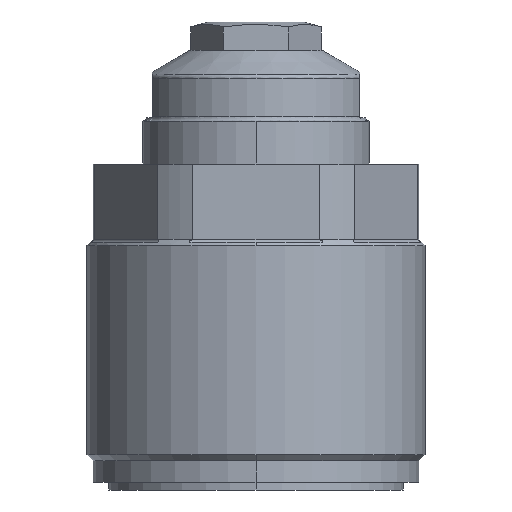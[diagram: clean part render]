
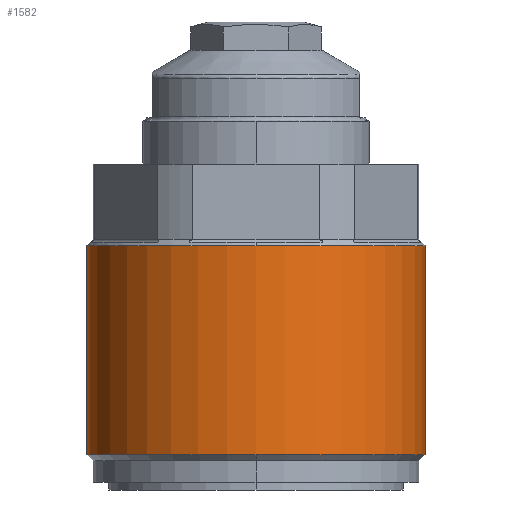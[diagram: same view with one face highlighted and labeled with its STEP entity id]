
A CAD part, front view. The second image highlights one B-rep face of the part: STEP entity #1582.
In plain terms, the highlighted cylindrical face has radius 28.448 mm (diameter 56.896 mm), a partial arc.
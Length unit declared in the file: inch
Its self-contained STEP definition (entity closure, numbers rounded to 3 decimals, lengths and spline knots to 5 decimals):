
#408=CARTESIAN_POINT('',(0.,0.,1.62));
#409=DIRECTION('',(0.,0.,1.));
#410=DIRECTION('',(-1.,0.,0.));
#411=AXIS2_PLACEMENT_3D('',#408,#409,#410);
#413=DIRECTION('',(0.,0.,1.));
#414=VECTOR('',#413,1.385);
#415=CARTESIAN_POINT('',(1.12,0.,0.235));
#416=LINE('',#415,#414);
#422=CARTESIAN_POINT('',(0.,0.,0.235));
#423=DIRECTION('',(0.,0.,1.));
#424=DIRECTION('',(-1.,0.,0.));
#425=AXIS2_PLACEMENT_3D('',#422,#423,#424);
#432=DIRECTION('',(0.,0.,1.));
#433=VECTOR('',#432,1.385);
#434=CARTESIAN_POINT('',(-1.12,0.,0.235));
#435=LINE('',#434,#433);
#441=CARTESIAN_POINT('',(0.,0.,1.62));
#442=DIRECTION('',(0.,0.,1.));
#443=DIRECTION('',(0.,-1.,0.));
#444=AXIS2_PLACEMENT_3D('',#441,#442,#443);
#717=CARTESIAN_POINT('',(0.,0.,0.235));
#718=DIRECTION('',(0.,0.,1.));
#719=DIRECTION('',(0.,-1.,0.));
#720=AXIS2_PLACEMENT_3D('',#717,#718,#719);
#1041=CARTESIAN_POINT('',(-1.12,0.,1.62));
#1043=VERTEX_POINT('',#1041);
#1044=CARTESIAN_POINT('',(1.12,0.,1.62));
#1045=VERTEX_POINT('',#1044);
#1046=CARTESIAN_POINT('',(0.,-1.12,1.62));
#1047=VERTEX_POINT('',#1046);
#1057=CARTESIAN_POINT('',(-1.12,0.,0.235));
#1059=VERTEX_POINT('',#1057);
#1060=CARTESIAN_POINT('',(1.12,0.,0.235));
#1061=VERTEX_POINT('',#1060);
#1062=CARTESIAN_POINT('',(0.,-1.12,0.235));
#1063=VERTEX_POINT('',#1062);
#1567=CARTESIAN_POINT('',(0.,0.,0.));
#1568=DIRECTION('',(0.,0.,1.));
#1569=DIRECTION('',(1.,0.,0.));
#1570=AXIS2_PLACEMENT_3D('',#1567,#1568,#1569);
#1571=CYLINDRICAL_SURFACE('',#1570,1.12);
#1572=ORIENTED_EDGE('',*,*,#1556,.F.);
#1573=ORIENTED_EDGE('',*,*,#1545,.T.);
#1574=ORIENTED_EDGE('',*,*,#1526,.T.);
#1576=ORIENTED_EDGE('',*,*,#1575,.T.);
#1577=ORIENTED_EDGE('',*,*,#1540,.F.);
#1579=ORIENTED_EDGE('',*,*,#1578,.F.);
#1580=EDGE_LOOP('',(#1572,#1573,#1574,#1576,#1577,#1579));
#1581=FACE_OUTER_BOUND('',#1580,.F.);
#1582=ADVANCED_FACE('',(#1581),#1571,.T.);
#412=CIRCLE('',#411,1.12);
#426=CIRCLE('',#425,1.12);
#445=CIRCLE('',#444,1.12);
#721=CIRCLE('',#720,1.12);
#1526=EDGE_CURVE('',#1043,#1047,#412,.T.);
#1540=EDGE_CURVE('',#1061,#1045,#416,.T.);
#1545=EDGE_CURVE('',#1059,#1043,#435,.T.);
#1556=EDGE_CURVE('',#1059,#1063,#426,.T.);
#1575=EDGE_CURVE('',#1047,#1045,#445,.T.);
#1578=EDGE_CURVE('',#1063,#1061,#721,.T.);
